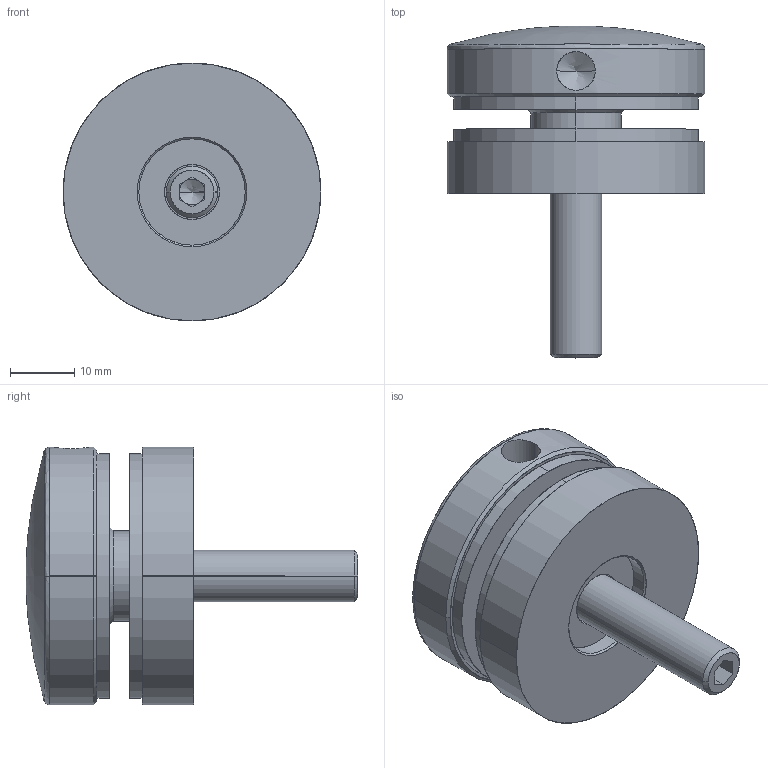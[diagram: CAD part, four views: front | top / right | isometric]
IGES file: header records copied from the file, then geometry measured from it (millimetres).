
Start section: SolidWorks IGES file using analytic representation for surfaces
Global section: file name: 60230-240.igs; native system: SolidWorks 2018; preprocessor: SolidWorks 2018; author: Christian; date: 221103.093920; units: millimetre
Bounding box: 40 x 51.52 x 40 mm (x, y, z)
Surface area: 13958.7 mm2 (no closed solid volume)
Topology: 0 solids, 0 shells, 302 faces, 3666 edges, 3659 vertices
Faces by surface type: bspline 250, revolution 52
